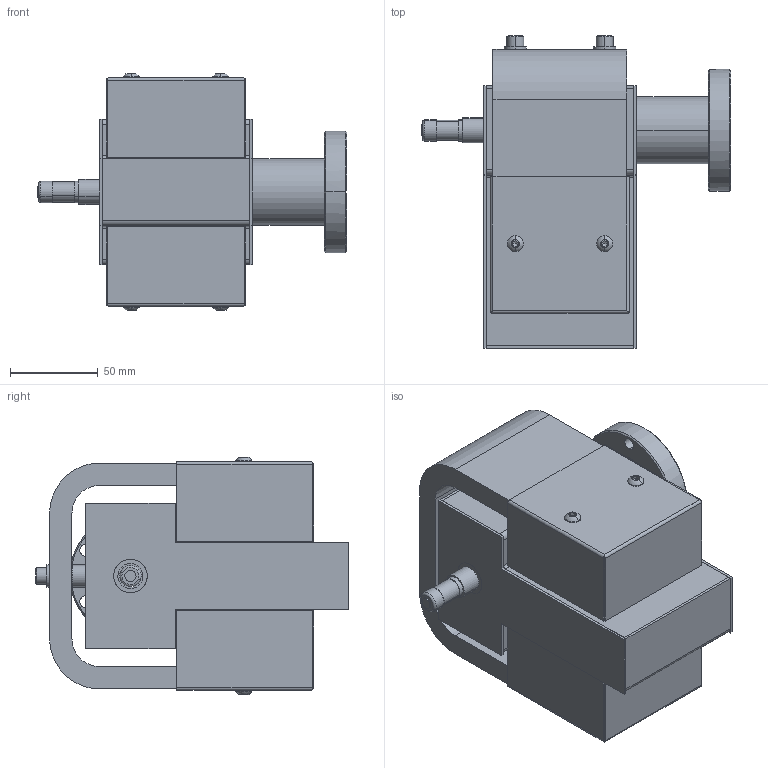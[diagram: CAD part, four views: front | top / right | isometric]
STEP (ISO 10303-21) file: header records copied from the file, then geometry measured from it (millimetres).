
FILE_DESCRIPTION (( 'STEP AP214' ), '1' );
FILE_NAME ('IP-011, ION PUMP.STEP', '2016-07-27T19:39:43', ( 'My Thermionics' ), ( '' ), 'SwSTEP 2.0', 'SolidWorks 2010', '' );
FILE_SCHEMA (( 'AUTOMOTIVE_DESIGN' ));
Length unit declared in the file: inch
Products named in the file (1): IP-011, ION PUMP
Bounding box: 176.02 x 177.88 x 135.18 mm (x, y, z)
Surface area: 210869.8 mm2 (no closed solid volume)
Topology: 0 solids, 35 shells, 242 faces, 720 edges, 498 vertices
Faces by surface type: plane 130, cylinder 80, cone 22, sphere 8, torus 2
Entity records: 11293 total; most frequent: CARTESIAN_POINT 1583, DIRECTION 1446, ORIENTED_EDGE 1148, EDGE_CURVE 708, AXIS2_PLACEMENT_3D 509, VERTEX_POINT 498, LINE 428, VECTOR 428
